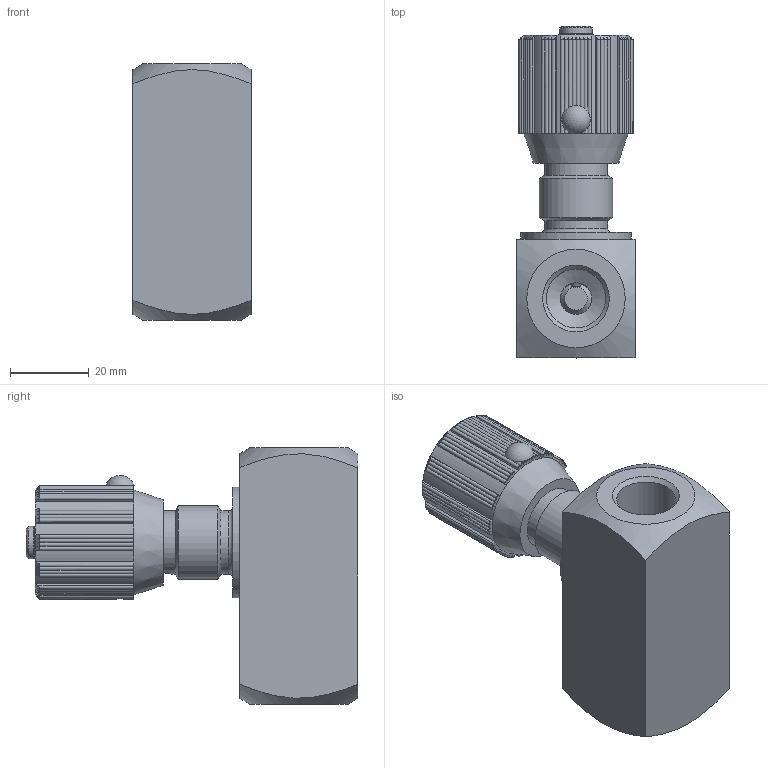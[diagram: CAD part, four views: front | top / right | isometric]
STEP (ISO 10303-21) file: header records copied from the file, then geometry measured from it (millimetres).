
FILE_DESCRIPTION(/* description */ (''),/* implementation_level */ '2;1');
FILE_NAME(/* name */ '94204-01-917-31741.stp',/* time_stamp */ '2018-01-23T14:02:42+01:00',/* author */ ('sbaus'),/* organization */ (''),/* preprocessor_version */ 'ST-DEVELOPER v17',/* originating_system */ 'Autodesk Inventor 2018',/* authorisation */ '');
FILE_SCHEMA (('AUTOMOTIVE_DESIGN { 1 0 10303 214 3 1 1 }'));
Length unit declared in the file: millimetre
Products named in the file (1): 94204-01-917-31741_Shrinkwrap_1
Bounding box: 30 x 84.2 x 65 mm (x, y, z)
Volume: 69599.3 mm3; surface area: 24359.4 mm2
Topology: 1 solids, 2 shells, 388 faces, 1106 edges, 732 vertices
Faces by surface type: plane 168, cylinder 138, cone 76, torus 5, sphere 1
Full cylindrical faces by diameter (mm): 3 x1, 4 x1, 4.134 x1, 5 x3, 8 x1, 8.25 x6, 8.4 x1, 8.5 x1, 8.8 x1, 10 x2, 13.5 x1, 14.95 x2, 16 x3, 18.6 x1, 22.8 x1, 23 x1, 28 x1, 29 x1
Entity records: 14873 total; most frequent: CARTESIAN_POINT 4388, ORIENTED_EDGE 2216, DIRECTION 2049, EDGE_CURVE 1108, AXIS2_PLACEMENT_3D 800, VERTEX_POINT 732, LINE 449, VECTOR 449
